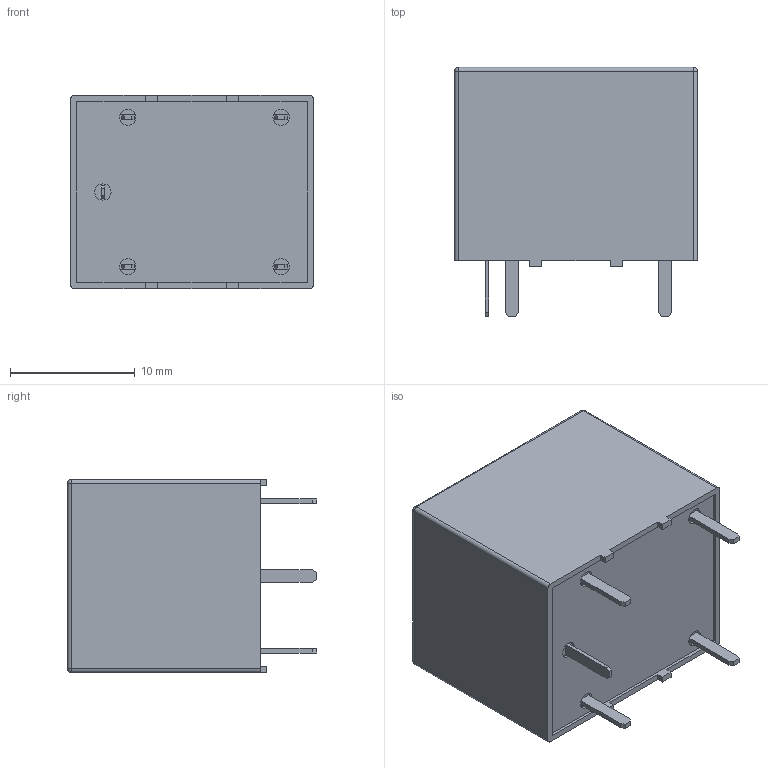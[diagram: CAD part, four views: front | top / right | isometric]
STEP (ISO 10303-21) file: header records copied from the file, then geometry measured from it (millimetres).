
FILE_DESCRIPTION (( 'STEP AP214' ), '1' );
FILE_NAME ('JQC-3F-(T73)-1Z-12VDC.STEP', '2021-05-05T11:03:07', ( '' ), ( '' ), 'SwSTEP 2.0', 'SolidWorks 2018', '' );
FILE_SCHEMA (( 'AUTOMOTIVE_DESIGN' ));
Length unit declared in the file: millimetre
Products named in the file (2): JQC-3F-(T73)-1Z-12VDC
Bounding box: 19.5 x 20 x 15.5 mm (x, y, z)
Volume: 4621 mm3; surface area: 1770.4 mm2
Topology: 1 solids, 1 shells, 98 faces, 240 edges, 152 vertices
Faces by surface type: plane 68, cylinder 18, torus 8, sphere 4
Entity records: 3570 total; most frequent: DIRECTION 492, CARTESIAN_POINT 488, ORIENTED_EDGE 472, EDGE_CURVE 236, VECTOR 180, LINE 180, AXIS2_PLACEMENT_3D 156, VERTEX_POINT 152
